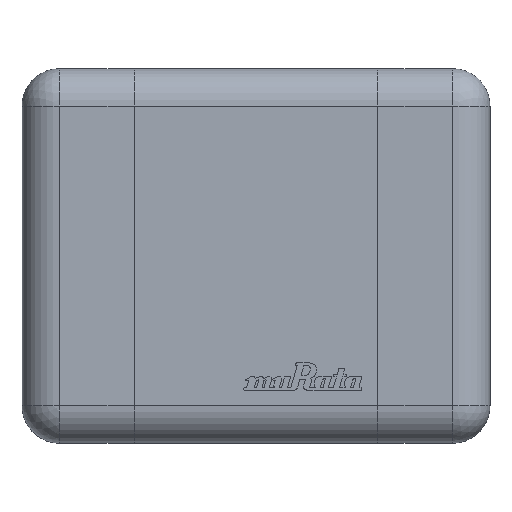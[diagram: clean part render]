
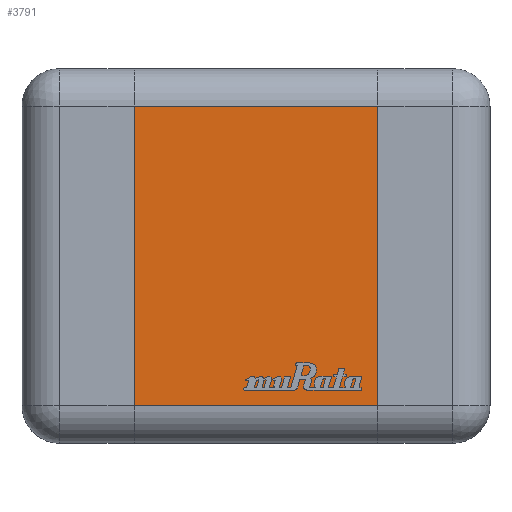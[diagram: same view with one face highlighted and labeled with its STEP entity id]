
A CAD part, top view. The second image highlights one B-rep face of the part: STEP entity #3791.
In plain terms, the highlighted planar face has unit normal (0, 0, 1).
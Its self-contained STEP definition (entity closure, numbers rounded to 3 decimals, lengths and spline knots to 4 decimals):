
#201=FACE_OUTER_BOUND('',#410,.T.);
#410=EDGE_LOOP('',(#2664,#2665,#2666,#2667));
#629=LINE('',#5762,#1000);
#636=LINE('',#5790,#1007);
#639=LINE('',#5795,#1010);
#640=LINE('',#5797,#1011);
#1000=VECTOR('',#4572,1.6);
#1007=VECTOR('',#4595,1.6);
#1010=VECTOR('',#4602,1.3);
#1011=VECTOR('',#4605,1.3);
#1580=VERTEX_POINT('',#5759);
#1581=VERTEX_POINT('',#5761);
#1587=VERTEX_POINT('',#5775);
#1594=VERTEX_POINT('',#5788);
#1990=EDGE_CURVE('',#1580,#1581,#629,.T.);
#2004=EDGE_CURVE('',#1594,#1587,#636,.T.);
#2007=EDGE_CURVE('',#1581,#1594,#639,.T.);
#2008=EDGE_CURVE('',#1587,#1580,#640,.T.);
#2664=ORIENTED_EDGE('',*,*,#1990,.F.);
#2665=ORIENTED_EDGE('',*,*,#2008,.F.);
#2666=ORIENTED_EDGE('',*,*,#2004,.F.);
#2667=ORIENTED_EDGE('',*,*,#2007,.F.);
#3669=PLANE('',#4046);
#3791=ADVANCED_FACE('',(#201),#3669,.T.);
#4046=AXIS2_PLACEMENT_3D('',#5796,#4603,#4604);
#4572=DIRECTION('',(0.,-1.,0.));
#4595=DIRECTION('',(0.,1.,0.));
#4602=DIRECTION('',(-1.,0.,0.));
#4603=DIRECTION('center_axis',(0.,0.,1.));
#4604=DIRECTION('ref_axis',(1.,0.,0.));
#4605=DIRECTION('',(1.,0.,0.));
#5759=CARTESIAN_POINT('',(0.65,0.8,1.));
#5761=CARTESIAN_POINT('',(0.65,-0.8,1.));
#5762=CARTESIAN_POINT('',(0.65,-0.6294,1.));
#5775=CARTESIAN_POINT('',(-0.65,0.8,1.));
#5788=CARTESIAN_POINT('',(-0.65,-0.8,1.));
#5790=CARTESIAN_POINT('',(-0.65,0.6294,1.));
#5795=CARTESIAN_POINT('',(-0.625,-0.8,1.));
#5796=CARTESIAN_POINT('Origin',(0.,0.,1.));
#5797=CARTESIAN_POINT('',(0.625,0.8,1.));
